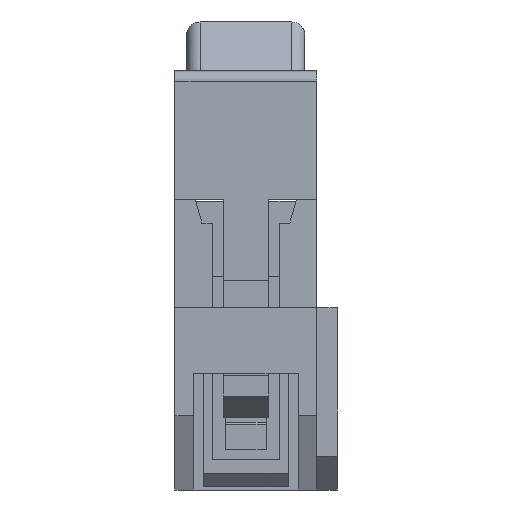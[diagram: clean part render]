
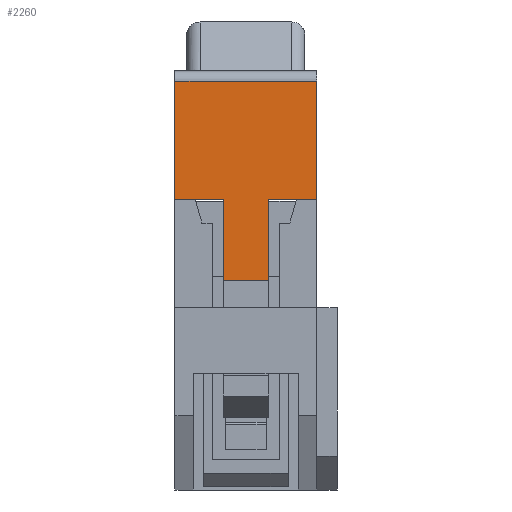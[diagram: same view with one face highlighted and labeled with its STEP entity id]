
A CAD part, left-side view. The second image highlights one B-rep face of the part: STEP entity #2260.
In plain terms, the highlighted planar face has unit normal (-1, 0, 0).
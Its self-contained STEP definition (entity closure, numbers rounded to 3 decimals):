
#2260 = ADVANCED_FACE( '', ( #4412 ), #4413, .T. );
#4412 = FACE_OUTER_BOUND( '', #6501, .T. );
#4413 = PLANE( '', #6502 );
#6501 = EDGE_LOOP( '', ( #12673, #12674, #12675, #12676, #12677, #12678, #12679, #12680 ) );
#6502 = AXIS2_PLACEMENT_3D( '', #12681, #12682, #12683 );
#12673 = ORIENTED_EDGE( '', *, *, #13155, .T. );
#12674 = ORIENTED_EDGE( '', *, *, #15377, .T. );
#12675 = ORIENTED_EDGE( '', *, *, #15394, .F. );
#12676 = ORIENTED_EDGE( '', *, *, #15069, .F. );
#12677 = ORIENTED_EDGE( '', *, *, #15369, .T. );
#12678 = ORIENTED_EDGE( '', *, *, #15399, .F. );
#12679 = ORIENTED_EDGE( '', *, *, #14912, .F. );
#12680 = ORIENTED_EDGE( '', *, *, #15072, .F. );
#12681 = CARTESIAN_POINT( '', ( -15.5, -2.1, -1.9 ) );
#12682 = DIRECTION( '', ( -1., 0., 0. ) );
#12683 = DIRECTION( '', ( 0., 0., 1. ) );
#13155 = EDGE_CURVE( '', #15775, #15773, #15776, .T. );
#14912 = EDGE_CURVE( '', #18539, #18541, #18542, .T. );
#15069 = EDGE_CURVE( '', #18735, #18737, #18738, .T. );
#15072 = EDGE_CURVE( '', #15775, #18539, #18742, .T. );
#15369 = EDGE_CURVE( '', #18735, #19091, #19093, .T. );
#15377 = EDGE_CURVE( '', #15773, #19100, #19102, .T. );
#15394 = EDGE_CURVE( '', #18737, #19100, #19121, .T. );
#15399 = EDGE_CURVE( '', #18541, #19091, #19126, .T. );
#15773 = VERTEX_POINT( '', #19583 );
#15775 = VERTEX_POINT( '', #19585 );
#15776 = LINE( '', #19586, #19587 );
#18539 = VERTEX_POINT( '', #23664 );
#18541 = VERTEX_POINT( '', #23667 );
#18542 = LINE( '', #23668, #23669 );
#18735 = VERTEX_POINT( '', #23956 );
#18737 = VERTEX_POINT( '', #23959 );
#18738 = LINE( '', #23960, #23961 );
#18742 = LINE( '', #23967, #23968 );
#19091 = VERTEX_POINT( '', #24469 );
#19093 = LINE( '', #24472, #24473 );
#19100 = VERTEX_POINT( '', #24482 );
#19102 = LINE( '', #24484, #24485 );
#19121 = LINE( '', #24509, #24510 );
#19126 = LINE( '', #24516, #24517 );
#19583 = CARTESIAN_POINT( '', ( -15.5, -2.1, 1.6 ) );
#19585 = CARTESIAN_POINT( '', ( -15.5, -2.1, -1.9 ) );
#19586 = CARTESIAN_POINT( '', ( -15.5, -2.1, -1.9 ) );
#19587 = VECTOR( '', #24867, 1000. );
#23664 = CARTESIAN_POINT( '', ( -15.5, -0.675, -1.9 ) );
#23667 = CARTESIAN_POINT( '', ( -15.5, -0.675, -4.3 ) );
#23668 = CARTESIAN_POINT( '', ( -15.5, -0.675, -1.9 ) );
#23669 = VECTOR( '', #26480, 1000. );
#23956 = CARTESIAN_POINT( '', ( -15.5, 0.675, -1.9 ) );
#23959 = CARTESIAN_POINT( '', ( -15.5, 2.1, -1.9 ) );
#23960 = CARTESIAN_POINT( '', ( -15.5, -2.1, -1.9 ) );
#23961 = VECTOR( '', #26594, 1000. );
#23967 = CARTESIAN_POINT( '', ( -15.5, -2.1, -1.9 ) );
#23968 = VECTOR( '', #26597, 1000. );
#24469 = CARTESIAN_POINT( '', ( -15.5, 0.675, -4.3 ) );
#24472 = CARTESIAN_POINT( '', ( -15.5, 0.675, -1.9 ) );
#24473 = VECTOR( '', #26841, 1000. );
#24482 = CARTESIAN_POINT( '', ( -15.5, 2.1, 1.6 ) );
#24484 = CARTESIAN_POINT( '', ( -15.5, -2.1, 1.6 ) );
#24485 = VECTOR( '', #26847, 1000. );
#24509 = CARTESIAN_POINT( '', ( -15.5, 2.1, -1.9 ) );
#24510 = VECTOR( '', #26856, 1000. );
#24516 = CARTESIAN_POINT( '', ( -15.5, -0.675, -4.3 ) );
#24517 = VECTOR( '', #26858, 1000. );
#24867 = DIRECTION( '', ( 0., 0., 1. ) );
#26480 = DIRECTION( '', ( 0., 0., -1. ) );
#26594 = DIRECTION( '', ( 0., 1., 0. ) );
#26597 = DIRECTION( '', ( 0., 1., 0. ) );
#26841 = DIRECTION( '', ( 0., 0., -1. ) );
#26847 = DIRECTION( '', ( 0., 1., 0. ) );
#26856 = DIRECTION( '', ( 0., 0., 1. ) );
#26858 = DIRECTION( '', ( 0., 1., 0. ) );
